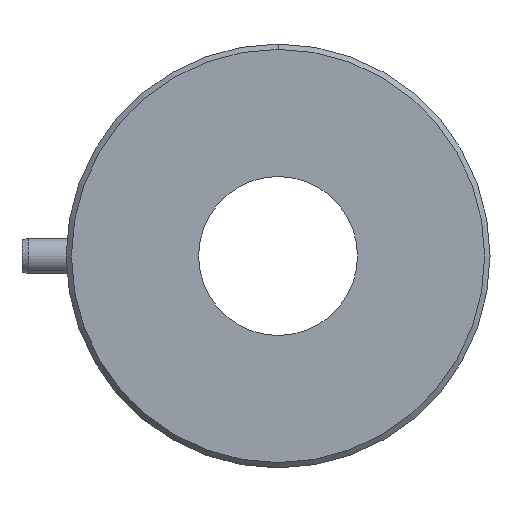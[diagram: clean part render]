
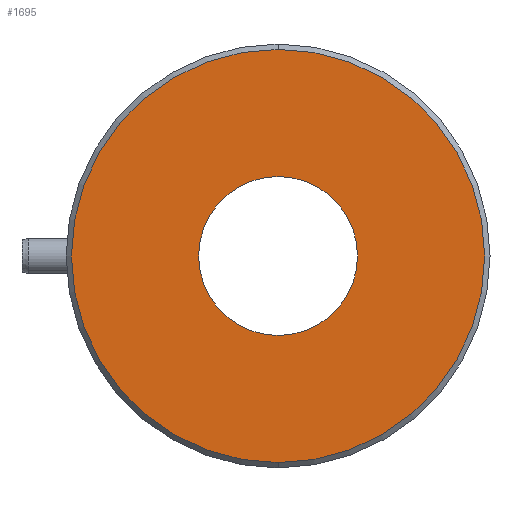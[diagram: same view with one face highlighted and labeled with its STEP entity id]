
A CAD part, front view. The second image highlights one B-rep face of the part: STEP entity #1695.
In plain terms, the highlighted planar face has unit normal (0, -1, 0).
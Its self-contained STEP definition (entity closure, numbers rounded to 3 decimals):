
#733 = CARTESIAN_POINT ( 'NONE',  ( 0., 0., 11.7 ) ) ;
#783 = CARTESIAN_POINT ( 'NONE',  ( 0., 0., 4.5 ) ) ;
#833 = CARTESIAN_POINT ( 'NONE',  ( 0., 0., -11.7 ) ) ;
#855 = CARTESIAN_POINT ( 'NONE',  ( 0., 0., -4.5 ) ) ;
#917 = PLANE ( 'NONE',  #2263 ) ;
#921 = DIRECTION ( 'NONE',  ( 0., -1., 0. ) ) ;
#923 = DIRECTION ( 'NONE',  ( 0., 0., -1. ) ) ;
#945 = FACE_OUTER_BOUND ( 'NONE', #3042, .T. ) ;
#946 = CARTESIAN_POINT ( 'NONE',  ( -4.5, 0., 0. ) ) ;
#947 = FACE_BOUND ( 'NONE', #3052, .T. ) ;
#1043 = EDGE_CURVE ( 'NONE', #2761, #2701, #4878, .T. ) ;
#1084 = EDGE_CURVE ( 'NONE', #2787, #2821, #5902, .T. ) ;
#1090 = EDGE_CURVE ( 'NONE', #2701, #2761, #5907, .T. ) ;
#1112 = EDGE_CURVE ( 'NONE', #2821, #2787, #5948, .T. ) ;
#1695 = ADVANCED_FACE ( 'NONE', ( #945, #947 ), #917, .T. ) ;
#2263 = AXIS2_PLACEMENT_3D ( 'NONE', #946, #921, #923 ) ;
#2701 = VERTEX_POINT ( 'NONE', #733 ) ;
#2761 = VERTEX_POINT ( 'NONE', #833 ) ;
#2787 = VERTEX_POINT ( 'NONE', #783 ) ;
#2821 = VERTEX_POINT ( 'NONE', #855 ) ;
#3042 = EDGE_LOOP ( 'NONE', ( #4141, #4113 ) ) ;
#3052 = EDGE_LOOP ( 'NONE', ( #4110, #4142 ) ) ;
#3549 = CARTESIAN_POINT ( 'NONE',  ( 0., 0., 0. ) ) ;
#3565 = DIRECTION ( 'NONE',  ( 0., -1., 0. ) ) ;
#3570 = DIRECTION ( 'NONE',  ( 0., 0., -1. ) ) ;
#3678 = DIRECTION ( 'NONE',  ( 0., 0., 1. ) ) ;
#3703 = DIRECTION ( 'NONE',  ( 0., 1., 0. ) ) ;
#3707 = CARTESIAN_POINT ( 'NONE',  ( 0., 0., 0. ) ) ;
#3740 = DIRECTION ( 'NONE',  ( 0., -1., 0. ) ) ;
#3745 = CARTESIAN_POINT ( 'NONE',  ( 0., 0., 0. ) ) ;
#3750 = DIRECTION ( 'NONE',  ( 0., 0., -1. ) ) ;
#3763 = DIRECTION ( 'NONE',  ( 0., 1., 0. ) ) ;
#3766 = DIRECTION ( 'NONE',  ( 0., 0., 1. ) ) ;
#3811 = CARTESIAN_POINT ( 'NONE',  ( 0., 0., 0. ) ) ;
#4110 = ORIENTED_EDGE ( 'NONE', *, *, #1084, .T. ) ;
#4113 = ORIENTED_EDGE ( 'NONE', *, *, #1043, .T. ) ;
#4141 = ORIENTED_EDGE ( 'NONE', *, *, #1090, .T. ) ;
#4142 = ORIENTED_EDGE ( 'NONE', *, *, #1112, .T. ) ;
#4874 = AXIS2_PLACEMENT_3D ( 'NONE', #3549, #3565, #3570 ) ;
#4878 = CIRCLE ( 'NONE', #4874, 11.7 ) ;
#5902 = CIRCLE ( 'NONE', #5905, 4.5 ) ;
#5905 = AXIS2_PLACEMENT_3D ( 'NONE', #3707, #3703, #3678 ) ;
#5907 = CIRCLE ( 'NONE', #5908, 11.7 ) ;
#5908 = AXIS2_PLACEMENT_3D ( 'NONE', #3745, #3740, #3750 ) ;
#5946 = AXIS2_PLACEMENT_3D ( 'NONE', #3811, #3763, #3766 ) ;
#5948 = CIRCLE ( 'NONE', #5946, 4.5 ) ;
